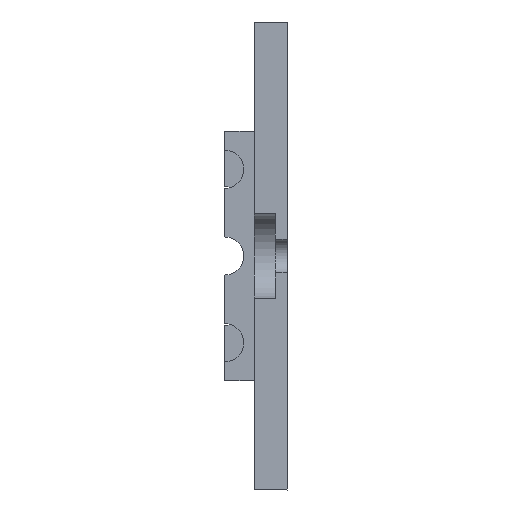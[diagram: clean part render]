
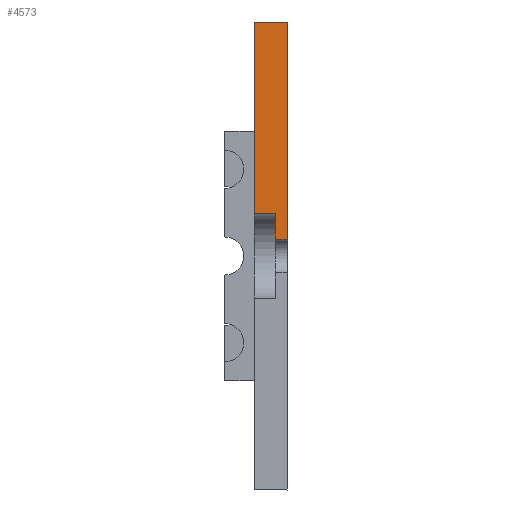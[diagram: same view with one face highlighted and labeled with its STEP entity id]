
A CAD part, left-side view. The second image highlights one B-rep face of the part: STEP entity #4573.
In plain terms, the highlighted planar face has unit normal (-1, 0, 0).
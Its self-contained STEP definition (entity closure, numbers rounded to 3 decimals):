
#90=PLANE('',#4929);
#302=FACE_OUTER_BOUND('',#555,.T.);
#555=EDGE_LOOP('',(#3408,#3409,#3410,#3411,#3412,#3413));
#1141=LINE('',#17080,#1485);
#1144=LINE('',#17086,#1488);
#1145=LINE('',#17088,#1489);
#1146=LINE('',#17090,#1490);
#1147=LINE('',#17092,#1491);
#1148=LINE('',#17093,#1492);
#1485=VECTOR('',#5708,10.);
#1488=VECTOR('',#5713,10.);
#1489=VECTOR('',#5714,10.);
#1490=VECTOR('',#5715,10.);
#1491=VECTOR('',#5716,10.);
#1492=VECTOR('',#5717,10.);
#1931=VERTEX_POINT('',#17076);
#1933=VERTEX_POINT('',#17079);
#1935=VERTEX_POINT('',#17085);
#1936=VERTEX_POINT('',#17087);
#1937=VERTEX_POINT('',#17089);
#1938=VERTEX_POINT('',#17091);
#2477=EDGE_CURVE('',#1931,#1933,#1141,.T.);
#2480=EDGE_CURVE('',#1935,#1931,#1144,.T.);
#2481=EDGE_CURVE('',#1936,#1935,#1145,.T.);
#2482=EDGE_CURVE('',#1937,#1936,#1146,.T.);
#2483=EDGE_CURVE('',#1938,#1937,#1147,.T.);
#2484=EDGE_CURVE('',#1933,#1938,#1148,.T.);
#3408=ORIENTED_EDGE('',*,*,#2480,.F.);
#3409=ORIENTED_EDGE('',*,*,#2481,.F.);
#3410=ORIENTED_EDGE('',*,*,#2482,.F.);
#3411=ORIENTED_EDGE('',*,*,#2483,.F.);
#3412=ORIENTED_EDGE('',*,*,#2484,.F.);
#3413=ORIENTED_EDGE('',*,*,#2477,.F.);
#4573=ADVANCED_FACE('',(#302),#90,.F.);
#4929=AXIS2_PLACEMENT_3D('',#17084,#5711,#5712);
#5708=DIRECTION('',(0.,1.,0.));
#5711=DIRECTION('center_axis',(1.,0.,0.));
#5712=DIRECTION('ref_axis',(0.,0.,-1.));
#5713=DIRECTION('',(0.,0.,-1.));
#5714=DIRECTION('',(0.,-1.,0.));
#5715=DIRECTION('',(0.,0.,1.));
#5716=DIRECTION('',(0.,1.,0.));
#5717=DIRECTION('',(0.,0.,1.));
#17076=CARTESIAN_POINT('',(-51.36,-2.598,2.));
#17079=CARTESIAN_POINT('',(-51.36,-1.198,2.));
#17080=CARTESIAN_POINT('',(-51.36,-2.698,2.));
#17084=CARTESIAN_POINT('Origin',(-51.36,-0.698,14.825));
#17085=CARTESIAN_POINT('',(-51.36,-2.598,27.65));
#17086=CARTESIAN_POINT('',(-51.36,-2.598,7.412));
#17087=CARTESIAN_POINT('',(-51.36,1.302,27.65));
#17088=CARTESIAN_POINT('',(-51.36,1.302,27.65));
#17089=CARTESIAN_POINT('',(-51.36,1.302,5.));
#17090=CARTESIAN_POINT('',(-51.36,1.302,5.));
#17091=CARTESIAN_POINT('',(-51.36,-1.198,5.));
#17092=CARTESIAN_POINT('',(-51.36,-1.198,5.));
#17093=CARTESIAN_POINT('',(-51.36,-1.198,2.));
